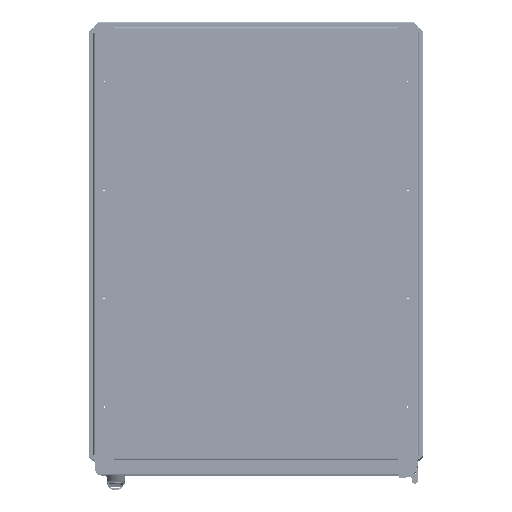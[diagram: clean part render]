
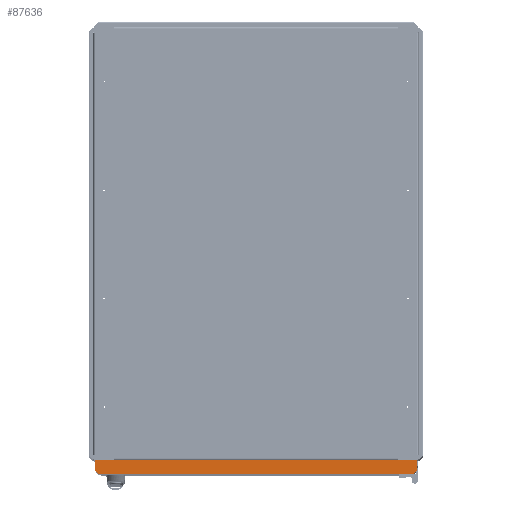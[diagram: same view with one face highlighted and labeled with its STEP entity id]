
A CAD part, top view. The second image highlights one B-rep face of the part: STEP entity #87636.
In plain terms, the highlighted planar face has unit normal (0, 0, 1).
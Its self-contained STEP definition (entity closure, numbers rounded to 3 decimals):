
#31774=VERTEX_POINT('',#91754);
#36284=EDGE_CURVE('',#47274,#71556,#97111,.T.);
#37382=VERTEX_POINT('',#98409);
#47274=VERTEX_POINT('',#109637);
#56922=EDGE_CURVE('',#83594,#37382,#120673,.T.);
#64412=EDGE_CURVE('',#37382,#31774,#129550,.T.);
#71556=VERTEX_POINT('',#137554);
#80414=EDGE_CURVE('',#85210,#47274,#147600,.T.);
#80778=EDGE_CURVE('',#31774,#85210,#147990,.T.);
#83594=VERTEX_POINT('',#151120);
#84538=EDGE_CURVE('',#71556,#83594,#152184,.T.);
#85210=VERTEX_POINT('',#152955);
#87636=ADVANCED_FACE('',(#156024),#156025,.T.);
#91754=CARTESIAN_POINT('',(298.0,-814.05,1800.0));
#97111=CIRCLE('',#168116,11.);
#98409=CARTESIAN_POINT('',(298.0,-800.05,1800.0));
#109637=CARTESIAN_POINT('',(-287.0,-825.05,1800.0));
#120673=LINE('',#199352,#199353);
#129550=LINE('',#211047,#211048);
#137554=CARTESIAN_POINT('',(-298.0,-814.05,1800.0));
#147600=LINE('',#235708,#235709);
#147990=CIRCLE('',#236229,11.0);
#151120=CARTESIAN_POINT('',(-298.0,-800.05,1800.0));
#152184=LINE('',#241790,#241791);
#152955=CARTESIAN_POINT('',(287.0,-825.05,1800.0));
#156024=FACE_OUTER_BOUND('',#246756,.T.);
#156025=PLANE('',#246757);
#168116=AXIS2_PLACEMENT_3D('',#258622,#258623,#258624);
#199352=CARTESIAN_POINT('',(298.0,-800.05,1800.0));
#199353=VECTOR('',#286488,1.0);
#211047=CARTESIAN_POINT('',(298.0,-814.05,1800.0));
#211048=VECTOR('',#297125,1.0);
#235708=CARTESIAN_POINT('',(-287.0,-825.05,1800.0));
#235709=VECTOR('',#318504,1.0);
#236229=AXIS2_PLACEMENT_3D('',#318900,#318901,#318902);
#241790=CARTESIAN_POINT('',(-298.0,-800.05,1800.0));
#241791=VECTOR('',#323775,1.0);
#246756=EDGE_LOOP('',(#328687,#328688,#328689,#328690,#328691,#328692));
#246757=AXIS2_PLACEMENT_3D('',#328693,#328694,#328695);
#258622=CARTESIAN_POINT('',(-287.0,-814.05,1800.0));
#258623=DIRECTION('',(0.0,0.0,-1.0));
#258624=DIRECTION('',(-1.0,0.,0.0));
#286488=DIRECTION('',(1.0,0.0,-0.0));
#297125=DIRECTION('',(0.0,-1.0,0.0));
#318504=DIRECTION('',(-1.0,0.0,0.0));
#318900=CARTESIAN_POINT('',(287.0,-814.05,1800.0));
#318901=DIRECTION('',(0.0,0.0,-1.0));
#318902=DIRECTION('',(0.0,-1.0,0.0));
#323775=DIRECTION('',(0.0,1.0,-0.0));
#328687=ORIENTED_EDGE('',*,*,#80414,.F.);
#328688=ORIENTED_EDGE('',*,*,#80778,.F.);
#328689=ORIENTED_EDGE('',*,*,#64412,.F.);
#328690=ORIENTED_EDGE('',*,*,#56922,.F.);
#328691=ORIENTED_EDGE('',*,*,#84538,.F.);
#328692=ORIENTED_EDGE('',*,*,#36284,.F.);
#328693=CARTESIAN_POINT('',(0.,-812.436,1800.0));
#328694=DIRECTION('',(0.0,0.0,1.0));
#328695=DIRECTION('',(-1.0,0.0,0.0));
